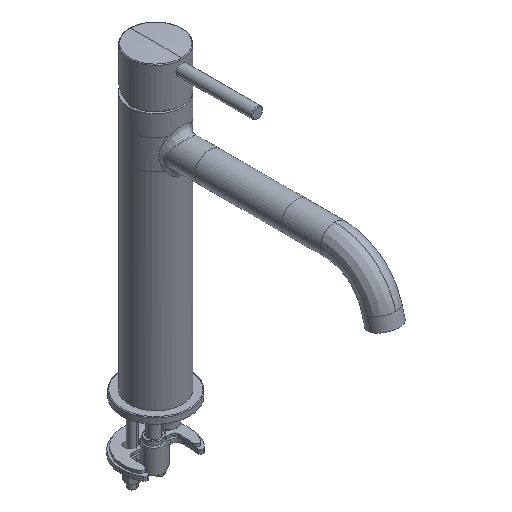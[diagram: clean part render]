
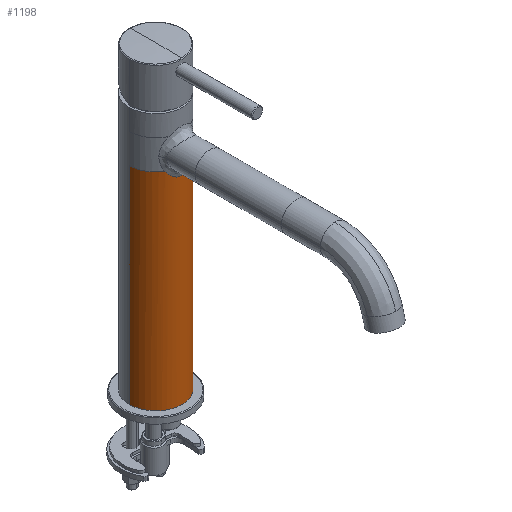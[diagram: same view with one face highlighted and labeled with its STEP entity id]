
A CAD part, isometric view. The second image highlights one B-rep face of the part: STEP entity #1198.
In plain terms, the highlighted cylindrical face has radius 19 mm (diameter 38 mm), a partial arc.
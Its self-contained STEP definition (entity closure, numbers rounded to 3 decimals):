
#1198=ADVANCED_FACE('',(#3842),#45854,.T.);
#3842=FACE_OUTER_BOUND('',#6486,.T.);
#6486=EDGE_LOOP('',(#10089,#10090,#10091,#10092,#10093,#10094));
#10089=ORIENTED_EDGE('',*,*,#24791,.T.);
#10090=ORIENTED_EDGE('',*,*,#24783,.T.);
#10091=ORIENTED_EDGE('',*,*,#24793,.T.);
#10092=ORIENTED_EDGE('',*,*,#24794,.T.);
#10093=ORIENTED_EDGE('',*,*,#25105,.T.);
#10094=ORIENTED_EDGE('',*,*,#24790,.T.);
#24783=EDGE_CURVE('',#39478,#39482,#38217,.T.);
#24790=EDGE_CURVE('',#39479,#39477,#38222,.T.);
#24791=EDGE_CURVE('',#39477,#39478,#32132,.T.);
#24793=EDGE_CURVE('',#39482,#39481,#32133,.T.);
#24794=EDGE_CURVE('',#39481,#39480,#38224,.T.);
#25105=EDGE_CURVE('',#39480,#39479,#32279,.T.);
#32132=B_SPLINE_CURVE_WITH_KNOTS('',1,(#57533,#57534),.UNSPECIFIED.,.F.,
 .F.,(2,2),(0.,149.2),.UNSPECIFIED.);
#32133=B_SPLINE_CURVE_WITH_KNOTS('',1,(#57540,#57541),.UNSPECIFIED.,.F.,
 .F.,(2,2),(0.,149.2),.UNSPECIFIED.);
#32279=B_SPLINE_CURVE_WITH_KNOTS('',3,(#58987,#58988,#58989,#58990,#58991,
#58992,#58993,#58994,#58995,#58996,#58997,#58998,#58999,#59000,#59001),
 .UNSPECIFIED.,.F.,.F.,(4,1,1,1,1,1,1,1,1,1,1,1,4),(0.,1.02,
3.737,6.503,9.415,10.985,12.571,
14.12,15.655,18.638,21.459,24.121,
25.141),.UNSPECIFIED.);
#38217=(
BOUNDED_CURVE()
B_SPLINE_CURVE(2,(#57505,#57506,#57507,#57508,#57509),.UNSPECIFIED.,.F.,
 .F.)
B_SPLINE_CURVE_WITH_KNOTS((3,2,3),(-59.69,-29.845,0.),
 .UNSPECIFIED.)
CURVE()
GEOMETRIC_REPRESENTATION_ITEM()
RATIONAL_B_SPLINE_CURVE((1.,0.707,1.,0.707,1.))
REPRESENTATION_ITEM('')
);
#38222=(
BOUNDED_CURVE()
B_SPLINE_CURVE(2,(#57530,#57531,#57532),.UNSPECIFIED.,.F.,.F.)
B_SPLINE_CURVE_WITH_KNOTS((3,3),(0.,19.529),.UNSPECIFIED.)
CURVE()
GEOMETRIC_REPRESENTATION_ITEM()
RATIONAL_B_SPLINE_CURVE((1.,0.871,1.))
REPRESENTATION_ITEM('')
);
#38224=(
BOUNDED_CURVE()
B_SPLINE_CURVE(2,(#57542,#57543,#57544),.UNSPECIFIED.,.F.,.F.)
B_SPLINE_CURVE_WITH_KNOTS((3,3),(0.,19.529),.UNSPECIFIED.)
CURVE()
GEOMETRIC_REPRESENTATION_ITEM()
RATIONAL_B_SPLINE_CURVE((1.,0.871,1.))
REPRESENTATION_ITEM('')
);
#39477=VERTEX_POINT('',#57121);
#39478=VERTEX_POINT('',#57122);
#39479=VERTEX_POINT('',#57123);
#39480=VERTEX_POINT('',#57124);
#39481=VERTEX_POINT('',#57125);
#39482=VERTEX_POINT('',#57126);
#45854=CYLINDRICAL_SURFACE('',#47391,19.);
#47391=AXIS2_PLACEMENT_3D('',#52203,#49761,$);
#49761=DIRECTION('',(0.,0.,-1.));
#52203=CARTESIAN_POINT('',(0.,0.,80.1));
#57121=CARTESIAN_POINT('',(0.,-19.,154.7));
#57122=CARTESIAN_POINT('',(0.,-19.,5.5));
#57123=CARTESIAN_POINT('',(16.268,-9.817,154.7));
#57124=CARTESIAN_POINT('',(16.268,9.817,154.7));
#57125=CARTESIAN_POINT('',(0.,19.,154.7));
#57126=CARTESIAN_POINT('',(0.,19.,5.5));
#57505=CARTESIAN_POINT('',(0.,-19.,5.5));
#57506=CARTESIAN_POINT('',(19.,-19.,5.5));
#57507=CARTESIAN_POINT('',(19.,0.,5.5));
#57508=CARTESIAN_POINT('',(19.,19.,5.5));
#57509=CARTESIAN_POINT('',(0.,19.,5.5));
#57530=CARTESIAN_POINT('',(16.268,-9.817,154.7));
#57531=CARTESIAN_POINT('',(10.726,-19.,154.7));
#57532=CARTESIAN_POINT('',(0.,-19.,154.7));
#57533=CARTESIAN_POINT('',(0.,-19.,154.7));
#57534=CARTESIAN_POINT('',(0.,-19.,5.5));
#57540=CARTESIAN_POINT('',(0.,19.,5.5));
#57541=CARTESIAN_POINT('',(0.,19.,154.7));
#57542=CARTESIAN_POINT('',(0.,19.,154.7));
#57543=CARTESIAN_POINT('',(10.726,19.,154.7));
#57544=CARTESIAN_POINT('',(16.268,9.817,154.7));
#58987=CARTESIAN_POINT('',(16.268,9.817,154.7));
#58988=CARTESIAN_POINT('',(16.376,9.637,154.398));
#58989=CARTESIAN_POINT('',(16.777,8.948,153.321));
#58990=CARTESIAN_POINT('',(17.475,7.556,151.659));
#58991=CARTESIAN_POINT('',(18.262,5.427,149.972));
#58992=CARTESIAN_POINT('',(18.744,3.335,149.004));
#58993=CARTESIAN_POINT('',(18.961,1.48,148.576));
#58994=CARTESIAN_POINT('',(19.019,0.011,148.463));
#58995=CARTESIAN_POINT('',(18.963,-1.446,148.572));
#58996=CARTESIAN_POINT('',(18.75,-3.304,148.991));
#58997=CARTESIAN_POINT('',(18.265,-5.425,149.965));
#58998=CARTESIAN_POINT('',(17.469,-7.569,151.672));
#58999=CARTESIAN_POINT('',(16.771,-8.958,153.337));
#59000=CARTESIAN_POINT('',(16.376,-9.637,154.398));
#59001=CARTESIAN_POINT('',(16.268,-9.817,154.7));
